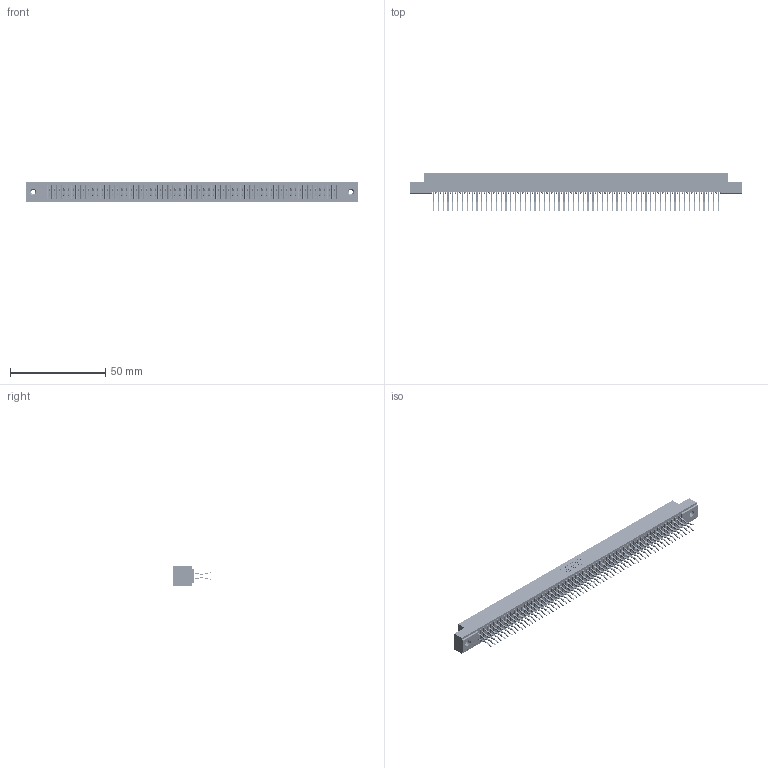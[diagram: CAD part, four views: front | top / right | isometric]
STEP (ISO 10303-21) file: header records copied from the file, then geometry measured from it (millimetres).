
FILE_DESCRIPTION (( 'STEP AP203' ), '1' );
FILE_NAME ('341-120-560-208.STEP', '2018-08-08T15:07:38', ( '' ), ( '' ), 'SwSTEP 2.0', 'SolidWorks 2016', '' );
FILE_SCHEMA (( 'CONFIG_CONTROL_DESIGN' ));
Length unit declared in the file: inch
Products named in the file (4): 345-250-001_345-250-003-102; 341-120-560-208; 341 Part_.156 (3.96) Dia Mounting Holes; 341-292-001_341-292-160
Assembly tree (123 placements, depth 2):
  341-120-560-208
    341 Part_.156 (3.96) Dia Mounting Holes
    341-292-001_341-292-160  x120
    345-250-001_345-250-003-102  x2
Bounding box: 174.62 x 20.37 x 10.16 mm (x, y, z)
Volume: 13023.7 mm3; surface area: 24593.9 mm2
Topology: 123 solids, 123 shells, 8576 faces, 24872 edges, 16130 vertices
Faces by surface type: plane 4900, cylinder 3420, sphere 122, torus 122, cone 12
Entity records: 71540 total; most frequent: CARTESIAN_POINT 11875, ORIENTED_EDGE 11796, DIRECTION 11526, EDGE_CURVE 5898, LINE 4776, VECTOR 4776, VERTEX_POINT 3724, AXIS2_PLACEMENT_3D 3375
